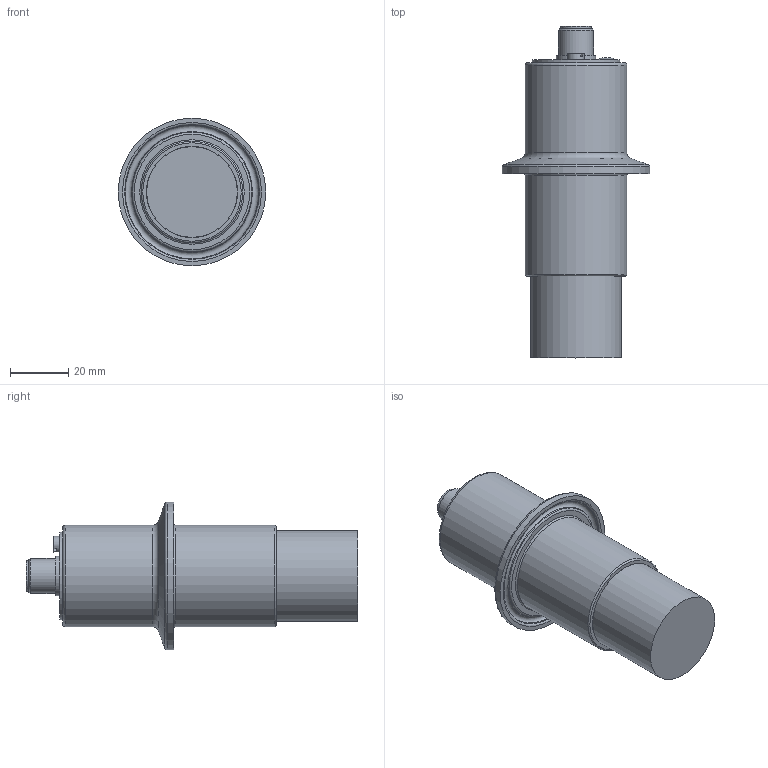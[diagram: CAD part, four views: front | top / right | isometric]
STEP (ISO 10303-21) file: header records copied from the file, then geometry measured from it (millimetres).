
FILE_DESCRIPTION(/* description */ (''),/* implementation_level */ '2;1');
FILE_NAME(/* name */ 'KA0869_Shrinkwrap_1.stp',/* time_stamp */ '2021-10-07T10:04:10+02:00',/* author */ ('Krieger Anja'),/* organization */ (''),/* preprocessor_version */ 'ST-DEVELOPER v18.1',/* originating_system */ 'Autodesk Inventor 2021',/* authorisation */ '');
FILE_SCHEMA (('AUTOMOTIVE_DESIGN { 1 0 10303 214 3 1 1 }'));
Length unit declared in the file: millimetre
Products named in the file (1): KA0869_Shrinkwrap_1
Bounding box: 50.5 x 113.5 x 50.5 mm (x, y, z)
Volume: 95180.8 mm3; surface area: 16673.2 mm2
Topology: 1 solids, 1 shells, 55 faces, 123 edges, 82 vertices
Faces by surface type: cylinder 19, plane 18, torus 8, cone 5, sphere 4, bspline 1
Full cylindrical faces by diameter (mm): 1 x4, 5.5 x1, 10.3 x1, 12 x1, 13.5 x1, 28 x1, 29 x1, 30 x1, 31 x2, 31.2 x1, 34.7 x2, 50.5 x1
Entity records: 1744 total; most frequent: DIRECTION 314, CARTESIAN_POINT 282, ORIENTED_EDGE 236, AXIS2_PLACEMENT_3D 141, EDGE_CURVE 118, CIRCLE 86, VERTEX_POINT 82, EDGE_LOOP 72
